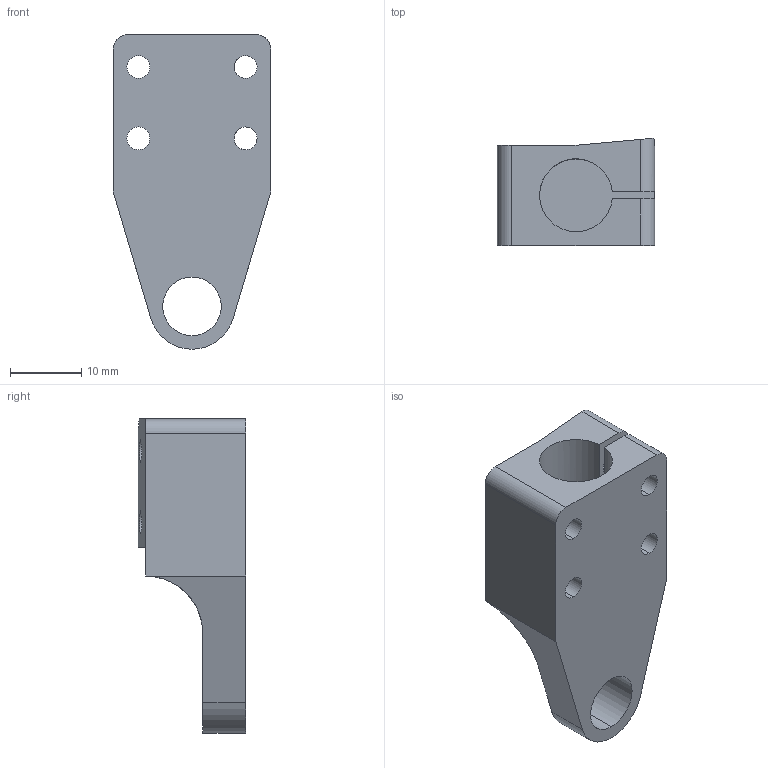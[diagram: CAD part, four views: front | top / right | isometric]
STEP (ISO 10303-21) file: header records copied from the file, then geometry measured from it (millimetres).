
FILE_DESCRIPTION (( 'STEP AP214' ), '1' );
FILE_NAME ('leg foot mount1 v2.STEP', '2024-05-09T04:26:15', ( '' ), ( '' ), 'SwSTEP 2.0', 'SolidWorks 2023', '' );
FILE_SCHEMA (( 'AUTOMOTIVE_DESIGN' ));
Length unit declared in the file: millimetre
Products named in the file (1): leg foot mount1 v2
Bounding box: 22 x 15 x 44 mm (x, y, z)
Volume: 6655.5 mm3; surface area: 4380.6 mm2
Topology: 1 solids, 1 shells, 37 faces, 102 edges, 67 vertices
Faces by surface type: cylinder 21, plane 16
Entity records: 1239 total; most frequent: CARTESIAN_POINT 231, DIRECTION 206, ORIENTED_EDGE 204, EDGE_CURVE 102, AXIS2_PLACEMENT_3D 74, VERTEX_POINT 67, LINE 58, VECTOR 58
